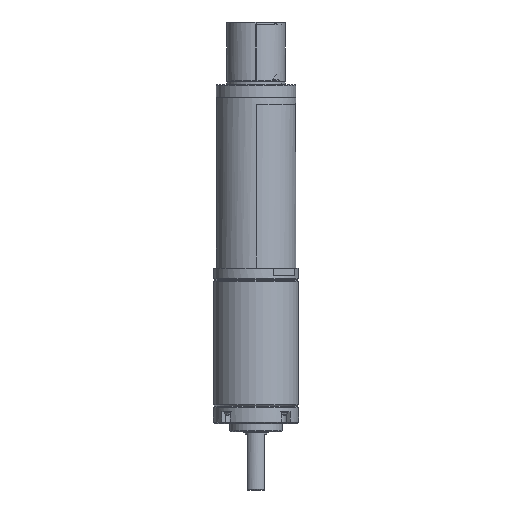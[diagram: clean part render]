
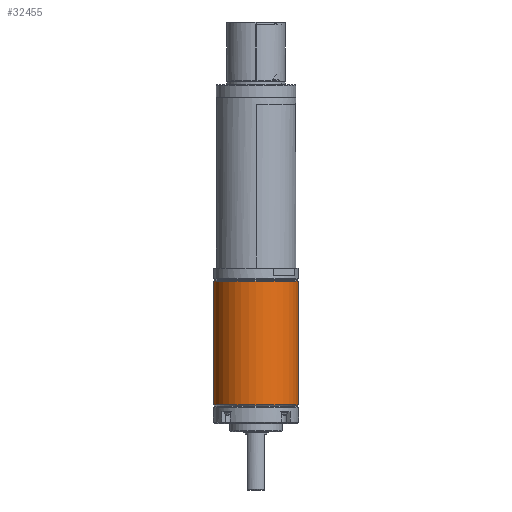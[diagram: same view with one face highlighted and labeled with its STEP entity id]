
A CAD part, left-side view. The second image highlights one B-rep face of the part: STEP entity #32455.
In plain terms, the highlighted cylindrical face has radius 16 mm (diameter 32 mm), a partial arc.
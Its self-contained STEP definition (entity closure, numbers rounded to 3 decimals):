
#11897=DIRECTION('',(0.,0.,-1.));
#11898=VECTOR('',#11897,46.5);
#11899=CARTESIAN_POINT('',(0.,16.,-6.4));
#11900=LINE('',#11899,#11898);
#11901=DIRECTION('',(0.,0.,-1.));
#11902=VECTOR('',#11901,46.5);
#11903=CARTESIAN_POINT('',(0.,-16.,-6.4));
#11904=LINE('',#11903,#11902);
#11910=CARTESIAN_POINT('',(0.,0.,-6.4));
#11911=DIRECTION('',(0.,0.,1.));
#11912=DIRECTION('',(0.,1.,0.));
#11913=AXIS2_PLACEMENT_3D('',#11910,#11911,#11912);
#11915=CARTESIAN_POINT('',(0.,0.,-52.9));
#11916=DIRECTION('',(0.,0.,1.));
#11917=DIRECTION('',(0.,1.,0.));
#11918=AXIS2_PLACEMENT_3D('',#11915,#11916,#11917);
#15419=CARTESIAN_POINT('',(0.,16.,-6.4));
#15420=CARTESIAN_POINT('',(0.,16.,-52.9));
#15421=VERTEX_POINT('',#15419);
#15422=VERTEX_POINT('',#15420);
#15431=CARTESIAN_POINT('',(0.,-16.,-6.4));
#15432=CARTESIAN_POINT('',(0.,-16.,-52.9));
#15433=VERTEX_POINT('',#15431);
#15434=VERTEX_POINT('',#15432);
#32443=CARTESIAN_POINT('',(0.,0.,-89.075));
#32444=DIRECTION('',(0.,0.,1.));
#32445=DIRECTION('',(0.,-1.,0.));
#32446=AXIS2_PLACEMENT_3D('',#32443,#32444,#32445);
#32447=CYLINDRICAL_SURFACE('',#32446,16.);
#32448=ORIENTED_EDGE('',*,*,#32433,.F.);
#32449=ORIENTED_EDGE('',*,*,#32393,.T.);
#32450=ORIENTED_EDGE('',*,*,#32437,.T.);
#32452=ORIENTED_EDGE('',*,*,#32451,.F.);
#32453=EDGE_LOOP('',(#32448,#32449,#32450,#32452));
#32454=FACE_OUTER_BOUND('',#32453,.F.);
#32455=ADVANCED_FACE('',(#32454),#32447,.T.);
#11914=CIRCLE('',#11913,16.);
#11919=CIRCLE('',#11918,16.);
#32393=EDGE_CURVE('',#15421,#15433,#11914,.T.);
#32433=EDGE_CURVE('',#15421,#15422,#11900,.T.);
#32437=EDGE_CURVE('',#15433,#15434,#11904,.T.);
#32451=EDGE_CURVE('',#15422,#15434,#11919,.T.);
